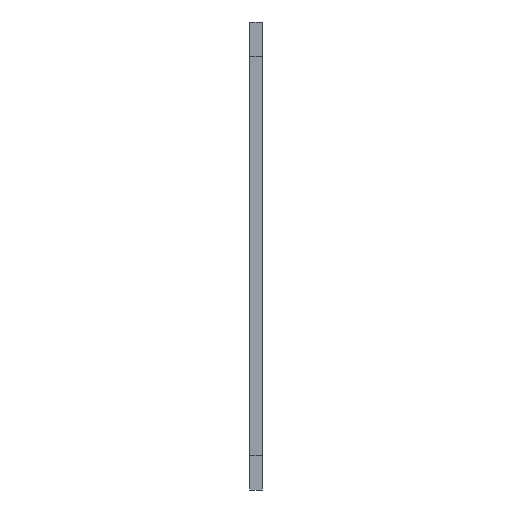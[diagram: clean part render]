
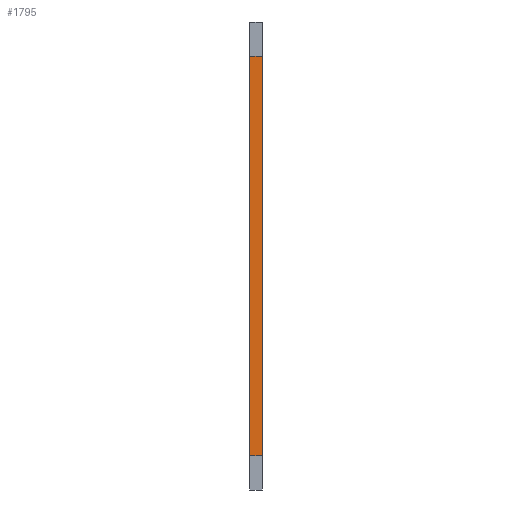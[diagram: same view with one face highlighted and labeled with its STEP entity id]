
A CAD part, left-side view. The second image highlights one B-rep face of the part: STEP entity #1795.
In plain terms, the highlighted planar face has unit normal (-1, 0, 0).
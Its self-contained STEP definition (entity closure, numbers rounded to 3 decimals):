
#92=PLANE('',#1927);
#178=FACE_OUTER_BOUND('',#264,.T.);
#264=EDGE_LOOP('',(#1458,#1459,#1460,#1461));
#474=LINE('',#2768,#700);
#475=LINE('',#2771,#701);
#476=LINE('',#2773,#702);
#477=LINE('',#2774,#703);
#700=VECTOR('',#2281,10.);
#701=VECTOR('',#2284,10.);
#702=VECTOR('',#2285,10.);
#703=VECTOR('',#2286,10.);
#918=VERTEX_POINT('',#2764);
#919=VERTEX_POINT('',#2766);
#920=VERTEX_POINT('',#2770);
#921=VERTEX_POINT('',#2772);
#1146=EDGE_CURVE('',#918,#919,#474,.T.);
#1147=EDGE_CURVE('',#920,#918,#475,.T.);
#1148=EDGE_CURVE('',#921,#919,#476,.T.);
#1149=EDGE_CURVE('',#920,#921,#477,.T.);
#1458=ORIENTED_EDGE('',*,*,#1147,.T.);
#1459=ORIENTED_EDGE('',*,*,#1146,.T.);
#1460=ORIENTED_EDGE('',*,*,#1148,.F.);
#1461=ORIENTED_EDGE('',*,*,#1149,.F.);
#1795=ADVANCED_FACE('',(#178),#92,.T.);
#1927=AXIS2_PLACEMENT_3D('',#2769,#2282,#2283);
#2281=DIRECTION('',(0.,1.,0.));
#2282=DIRECTION('center_axis',(-1.,0.,0.));
#2283=DIRECTION('ref_axis',(0.,0.,1.));
#2284=DIRECTION('',(0.,0.,1.));
#2285=DIRECTION('',(0.,0.,1.));
#2286=DIRECTION('',(0.,1.,0.));
#2764=CARTESIAN_POINT('',(-59.11,0.,47.));
#2766=CARTESIAN_POINT('',(-59.11,3.,47.));
#2768=CARTESIAN_POINT('',(-59.11,0.,47.));
#2769=CARTESIAN_POINT('Origin',(-59.11,0.,-47.));
#2770=CARTESIAN_POINT('',(-59.11,0.,-47.));
#2771=CARTESIAN_POINT('',(-59.11,0.,-47.));
#2772=CARTESIAN_POINT('',(-59.11,3.,-47.));
#2773=CARTESIAN_POINT('',(-59.11,3.,-47.));
#2774=CARTESIAN_POINT('',(-59.11,0.,-47.));
